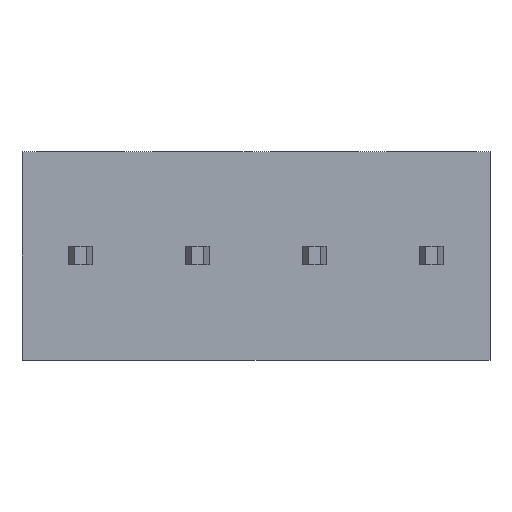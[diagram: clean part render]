
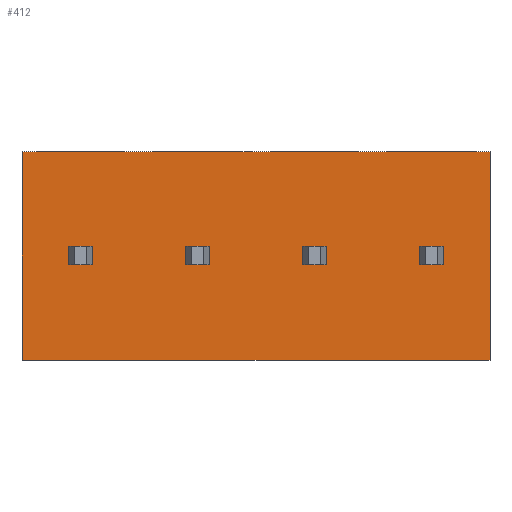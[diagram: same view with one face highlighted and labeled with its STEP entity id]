
A CAD part, front view. The second image highlights one B-rep face of the part: STEP entity #412.
In plain terms, the highlighted planar face has unit normal (0, -1, 0).
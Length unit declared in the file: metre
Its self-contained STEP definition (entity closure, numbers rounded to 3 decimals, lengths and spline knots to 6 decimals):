
#412=ADVANCED_FACE('',(#865,#866,#867,#868,#869),#870,.T.);
#865=FACE_BOUND('',#1346,.T.);
#866=FACE_BOUND('',#1347,.T.);
#867=FACE_BOUND('',#1348,.T.);
#868=FACE_BOUND('',#1349,.T.);
#869=FACE_OUTER_BOUND('',#1350,.T.);
#870=PLANE('',#1351);
#1346=EDGE_LOOP('',(#2520,#2521,#2522,#2523));
#1347=EDGE_LOOP('',(#2524,#2525,#2526,#2527));
#1348=EDGE_LOOP('',(#2528,#2529,#2530,#2531));
#1349=EDGE_LOOP('',(#2532,#2533,#2534,#2535));
#1350=EDGE_LOOP('',(#2536,#2537,#2538,#2539));
#1351=AXIS2_PLACEMENT_3D('',#2540,#2541,#2542);
#2520=ORIENTED_EDGE('',*,*,#3197,.F.);
#2521=ORIENTED_EDGE('',*,*,#3187,.T.);
#2522=ORIENTED_EDGE('',*,*,#3121,.F.);
#2523=ORIENTED_EDGE('',*,*,#3161,.F.);
#2524=ORIENTED_EDGE('',*,*,#3084,.F.);
#2525=ORIENTED_EDGE('',*,*,#3074,.T.);
#2526=ORIENTED_EDGE('',*,*,#3010,.F.);
#2527=ORIENTED_EDGE('',*,*,#3050,.F.);
#2528=ORIENTED_EDGE('',*,*,#2964,.F.);
#2529=ORIENTED_EDGE('',*,*,#2954,.T.);
#2530=ORIENTED_EDGE('',*,*,#2888,.F.);
#2531=ORIENTED_EDGE('',*,*,#2930,.F.);
#2532=ORIENTED_EDGE('',*,*,#3255,.F.);
#2533=ORIENTED_EDGE('',*,*,#3256,.T.);
#2534=ORIENTED_EDGE('',*,*,#3257,.F.);
#2535=ORIENTED_EDGE('',*,*,#3258,.F.);
#2536=ORIENTED_EDGE('',*,*,#3227,.F.);
#2537=ORIENTED_EDGE('',*,*,#2832,.T.);
#2538=ORIENTED_EDGE('',*,*,#3252,.T.);
#2539=ORIENTED_EDGE('',*,*,#3259,.F.);
#2540=CARTESIAN_POINT('',(0.068088,0.,0.073065));
#2541=DIRECTION('',(0.0,-1.0,0.0));
#2542=DIRECTION('',(0.0,0.0,-1.0));
#2832=EDGE_CURVE('',#3383,#3381,#3384,.T.);
#2888=EDGE_CURVE('',#3477,#3479,#3480,.T.);
#2930=EDGE_CURVE('',#3547,#3477,#3549,.T.);
#2954=EDGE_CURVE('',#3581,#3479,#3582,.T.);
#2964=EDGE_CURVE('',#3581,#3547,#3596,.T.);
#3010=EDGE_CURVE('',#3660,#3662,#3663,.T.);
#3050=EDGE_CURVE('',#3725,#3660,#3727,.T.);
#3074=EDGE_CURVE('',#3759,#3662,#3760,.T.);
#3084=EDGE_CURVE('',#3759,#3725,#3774,.T.);
#3121=EDGE_CURVE('',#3823,#3825,#3826,.T.);
#3161=EDGE_CURVE('',#3888,#3823,#3890,.T.);
#3187=EDGE_CURVE('',#3927,#3825,#3928,.T.);
#3197=EDGE_CURVE('',#3927,#3888,#3942,.T.);
#3227=EDGE_CURVE('',#3383,#3974,#3975,.T.);
#3252=EDGE_CURVE('',#3381,#4010,#4011,.T.);
#3255=EDGE_CURVE('',#4014,#4015,#4016,.T.);
#3256=EDGE_CURVE('',#4014,#4017,#4018,.T.);
#3257=EDGE_CURVE('',#4019,#4017,#4020,.T.);
#3258=EDGE_CURVE('',#4015,#4019,#4021,.T.);
#3259=EDGE_CURVE('',#3974,#4010,#4022,.T.);
#3381=VERTEX_POINT('',#4185);
#3383=VERTEX_POINT('',#4188);
#3384=LINE('',#4189,#4190);
#3477=VERTEX_POINT('',#4316);
#3479=VERTEX_POINT('',#4319);
#3480=LINE('',#4320,#4321);
#3547=VERTEX_POINT('',#4414);
#3549=LINE('',#4417,#4418);
#3581=VERTEX_POINT('',#4465);
#3582=LINE('',#4466,#4467);
#3596=LINE('',#4487,#4488);
#3660=VERTEX_POINT('',#4576);
#3662=VERTEX_POINT('',#4579);
#3663=LINE('',#4580,#4581);
#3725=VERTEX_POINT('',#4668);
#3727=LINE('',#4671,#4672);
#3759=VERTEX_POINT('',#4719);
#3760=LINE('',#4720,#4721);
#3774=LINE('',#4741,#4742);
#3823=VERTEX_POINT('',#4810);
#3825=VERTEX_POINT('',#4813);
#3826=LINE('',#4814,#4815);
#3888=VERTEX_POINT('',#4902);
#3890=LINE('',#4905,#4906);
#3927=VERTEX_POINT('',#4959);
#3928=LINE('',#4960,#4961);
#3942=LINE('',#4981,#4982);
#3974=VERTEX_POINT('',#5028);
#3975=LINE('',#5029,#5030);
#4010=VERTEX_POINT('',#5080);
#4011=LINE('',#5081,#5082);
#4014=VERTEX_POINT('',#5086);
#4015=VERTEX_POINT('',#5087);
#4016=LINE('',#5088,#5089);
#4017=VERTEX_POINT('',#5090);
#4018=LINE('',#5091,#5092);
#4019=VERTEX_POINT('',#5093);
#4020=LINE('',#5094,#5095);
#4021=LINE('',#5096,#5097);
#4022=LINE('',#5098,#5099);
#4185=CARTESIAN_POINT('',(0.095,0.,0.08));
#4188=CARTESIAN_POINT('',(0.095,0.,0.071102));
#4189=CARTESIAN_POINT('',(0.095,0.,0.073065));
#4190=VECTOR('',#5270,1.0);
#4316=CARTESIAN_POINT('',(0.083,0.,0.075969));
#4319=CARTESIAN_POINT('',(0.082,0.,0.075969));
#4320=CARTESIAN_POINT('',(0.0825,0.,0.075969));
#4321=VECTOR('',#5332,1.0);
#4414=CARTESIAN_POINT('',(0.083,0.,0.075169));
#4417=CARTESIAN_POINT('',(0.083,0.,0.074869));
#4418=VECTOR('',#5375,1.0);
#4465=CARTESIAN_POINT('',(0.082,0.,0.075169));
#4466=CARTESIAN_POINT('',(0.082,0.,0.074869));
#4467=VECTOR('',#5394,1.0);
#4487=CARTESIAN_POINT('',(0.0825,0.,0.075169));
#4488=VECTOR('',#5401,1.0);
#4576=CARTESIAN_POINT('',(0.088,0.,0.075969));
#4579=CARTESIAN_POINT('',(0.087,0.,0.075969));
#4580=CARTESIAN_POINT('',(0.0875,0.,0.075969));
#4581=VECTOR('',#5442,1.0);
#4668=CARTESIAN_POINT('',(0.088,0.,0.075169));
#4671=CARTESIAN_POINT('',(0.088,0.,0.074869));
#4672=VECTOR('',#5481,1.0);
#4719=CARTESIAN_POINT('',(0.087,0.,0.075169));
#4720=CARTESIAN_POINT('',(0.087,0.,0.074869));
#4721=VECTOR('',#5500,1.0);
#4741=CARTESIAN_POINT('',(0.0875,0.,0.075169));
#4742=VECTOR('',#5507,1.0);
#4810=CARTESIAN_POINT('',(0.093,0.,0.075969));
#4813=CARTESIAN_POINT('',(0.092,0.,0.075969));
#4814=CARTESIAN_POINT('',(0.0925,0.,0.075969));
#4815=VECTOR('',#5537,1.0);
#4902=CARTESIAN_POINT('',(0.093,0.,0.075169));
#4905=CARTESIAN_POINT('',(0.093,0.,0.074869));
#4906=VECTOR('',#5576,1.0);
#4959=CARTESIAN_POINT('',(0.092,0.,0.075169));
#4960=CARTESIAN_POINT('',(0.092,0.,0.074869));
#4961=VECTOR('',#5599,1.0);
#4981=CARTESIAN_POINT('',(0.0925,0.,0.075169));
#4982=VECTOR('',#5606,1.0);
#5028=CARTESIAN_POINT('',(0.075,0.0,0.071102));
#5029=CARTESIAN_POINT('',(0.070235,0.0,0.071102));
#5030=VECTOR('',#5630,1.0);
#5080=CARTESIAN_POINT('',(0.075,0.,0.08));
#5081=CARTESIAN_POINT('',(0.074502,0.0,0.08));
#5082=VECTOR('',#5655,1.0);
#5086=CARTESIAN_POINT('',(0.077,0.,0.075169));
#5087=CARTESIAN_POINT('',(0.078,0.,0.075169));
#5088=CARTESIAN_POINT('',(0.0775,0.,0.075169));
#5089=VECTOR('',#5657,1.0);
#5090=CARTESIAN_POINT('',(0.077,0.,0.075969));
#5091=CARTESIAN_POINT('',(0.077,0.,0.074869));
#5092=VECTOR('',#5658,1.0);
#5093=CARTESIAN_POINT('',(0.078,0.,0.075969));
#5094=CARTESIAN_POINT('',(0.0775,0.,0.075969));
#5095=VECTOR('',#5659,1.0);
#5096=CARTESIAN_POINT('',(0.078,0.,0.074869));
#5097=VECTOR('',#5660,1.0);
#5098=CARTESIAN_POINT('',(0.075,0.,0.073065));
#5099=VECTOR('',#5661,1.0);
#5270=DIRECTION('',(-0.0,0.0,1.0));
#5332=DIRECTION('',(-1.0,0.0,0.));
#5375=DIRECTION('',(0.,0.0,1.0));
#5394=DIRECTION('',(0.,0.0,1.0));
#5401=DIRECTION('',(1.0,0.0,0.));
#5442=DIRECTION('',(-1.0,0.0,0.));
#5481=DIRECTION('',(0.,0.0,1.0));
#5500=DIRECTION('',(0.,0.0,1.0));
#5507=DIRECTION('',(1.0,0.0,0.));
#5537=DIRECTION('',(-1.0,0.0,0.));
#5576=DIRECTION('',(0.,0.0,1.0));
#5599=DIRECTION('',(0.,0.0,1.0));
#5606=DIRECTION('',(1.0,0.0,0.));
#5630=DIRECTION('',(-1.0,0.0,0.0));
#5655=DIRECTION('',(-1.0,0.0,0.0));
#5657=DIRECTION('',(1.0,0.0,0.));
#5658=DIRECTION('',(0.,0.0,1.0));
#5659=DIRECTION('',(-1.0,0.0,0.));
#5660=DIRECTION('',(0.,0.0,1.0));
#5661=DIRECTION('',(-0.0,0.0,1.0));
